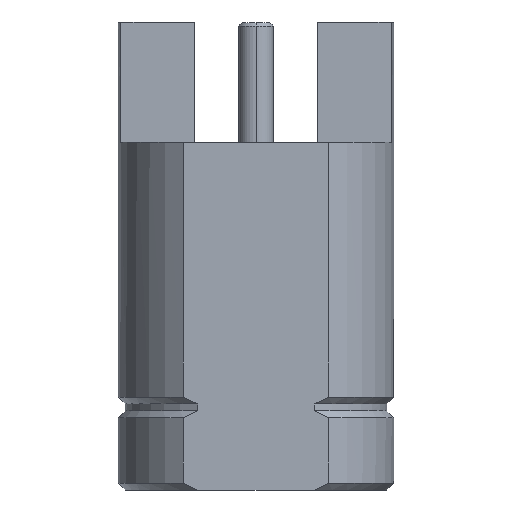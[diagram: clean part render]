
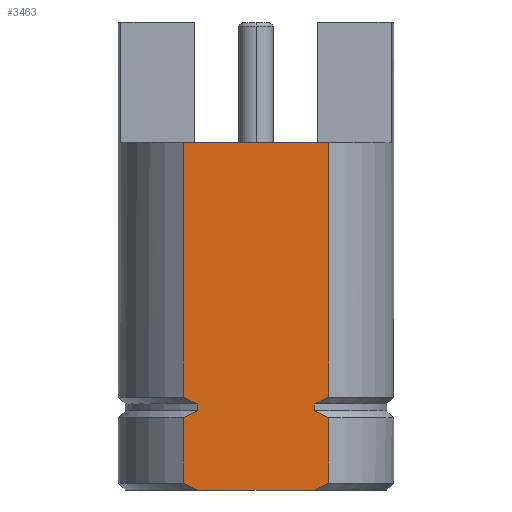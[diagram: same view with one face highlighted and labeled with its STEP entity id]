
A CAD part, left-side view. The second image highlights one B-rep face of the part: STEP entity #3463.
In plain terms, the highlighted planar face has unit normal (-1, 0, 0).
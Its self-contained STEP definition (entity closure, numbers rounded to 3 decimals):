
#197 = ORIENTED_EDGE ( 'NONE', *, *, #1689, .F. ) ;
#321 = DIRECTION ( 'NONE',  ( 0., 1., 0. ) ) ;
#355 = VECTOR ( 'NONE', #321, 1000. ) ;
#372 = CARTESIAN_POINT ( 'NONE',  ( -1.7, -0.849, -3.9 ) ) ;
#408 = EDGE_CURVE ( 'NONE', #479, #4398, #1466, .T. ) ;
#415 = EDGE_CURVE ( 'NONE', #2739, #676, #1161, .T. ) ;
#426 = CARTESIAN_POINT ( 'NONE',  ( -1.7, 0.849, -5.05 ) ) ;
#479 = VERTEX_POINT ( 'NONE', #1167 ) ;
#538 = CARTESIAN_POINT ( 'NONE',  ( -1.7, -0.986, -3.964 ) ) ;
#580 = DIRECTION ( 'NONE',  ( 0., 0., 1. ) ) ;
#647 = LINE ( 'NONE', #4437, #3846 ) ;
#676 = VERTEX_POINT ( 'NONE', #3869 ) ;
#747 = B_SPLINE_CURVE_WITH_KNOTS ( 'NONE', 3,
 ( #1826, #4765, #2244, #5188 ),
 .UNSPECIFIED., .F., .F.,
 ( 4, 4 ),
 ( 0.004, 0.004 ),
 .UNSPECIFIED. ) ;
#759 = CARTESIAN_POINT ( 'NONE',  ( -1.7, 0.849, -3.9 ) ) ;
#798 = EDGE_CURVE ( 'NONE', #2258, #4410, #1784, .T. ) ;
#830 = EDGE_CURVE ( 'NONE', #2573, #4017, #4803, .T. ) ;
#844 = VECTOR ( 'NONE', #3561, 1000. ) ;
#852 = VECTOR ( 'NONE', #2211, 1000. ) ;
#879 = CARTESIAN_POINT ( 'NONE',  ( -1.7, -1.054, -5.05 ) ) ;
#893 = CARTESIAN_POINT ( 'NONE',  ( -1.7, 1.054, -3.7 ) ) ;
#1006 = CARTESIAN_POINT ( 'NONE',  ( -1.7, 1.054, -4.95 ) ) ;
#1056 = CARTESIAN_POINT ( 'NONE',  ( -1.7, -0.987, -4.985 ) ) ;
#1090 = DIRECTION ( 'NONE',  ( 0., -1., 0. ) ) ;
#1100 = B_SPLINE_CURVE_WITH_KNOTS ( 'NONE', 3,
 ( #4167, #4585, #2917, #426 ),
 .UNSPECIFIED., .F., .F.,
 ( 4, 4 ),
 ( 0.002, 0.002 ),
 .UNSPECIFIED. ) ;
#1161 = B_SPLINE_CURVE_WITH_KNOTS ( 'NONE', 3,
 ( #3587, #3571, #1056, #1419 ),
 .UNSPECIFIED., .F., .F.,
 ( 4, 4 ),
 ( 0.004, 0.004 ),
 .UNSPECIFIED. ) ;
#1167 = CARTESIAN_POINT ( 'NONE',  ( -1.7, -1.054, 0. ) ) ;
#1220 = CARTESIAN_POINT ( 'NONE',  ( -1.7, -1.054, -5.05 ) ) ;
#1293 = DIRECTION ( 'NONE',  ( 0., 0., 1. ) ) ;
#1387 = VERTEX_POINT ( 'NONE', #5261 ) ;
#1390 = VERTEX_POINT ( 'NONE', #3171 ) ;
#1419 = CARTESIAN_POINT ( 'NONE',  ( -1.7, -1.054, -4.95 ) ) ;
#1466 = LINE ( 'NONE', #4412, #355 ) ;
#1493 = CARTESIAN_POINT ( 'NONE',  ( -1.7, -0.987, -3.735 ) ) ;
#1518 = ORIENTED_EDGE ( 'NONE', *, *, #5083, .T. ) ;
#1534 = ORIENTED_EDGE ( 'NONE', *, *, #3853, .T. ) ;
#1576 = CARTESIAN_POINT ( 'NONE',  ( -1.7, 0.849, -5.05 ) ) ;
#1580 = VECTOR ( 'NONE', #2344, 1000. ) ;
#1677 = CARTESIAN_POINT ( 'NONE',  ( -1.7, -0.849, -5.05 ) ) ;
#1689 = EDGE_CURVE ( 'NONE', #1390, #4398, #2086, .T. ) ;
#1720 = ORIENTED_EDGE ( 'NONE', *, *, #5372, .T. ) ;
#1722 = CARTESIAN_POINT ( 'NONE',  ( -1.7, 0.918, -3.769 ) ) ;
#1754 = EDGE_LOOP ( 'NONE', ( #1720, #5072, #197, #1998, #4612, #3933, #2527, #2631, #1518, #4012, #3170, #3162, #1534, #3474 ) ) ;
#1784 = B_SPLINE_CURVE_WITH_KNOTS ( 'NONE', 3,
 ( #2327, #4429, #1493, #5273 ),
 .UNSPECIFIED., .F., .F.,
 ( 4, 4 ),
 ( 0.004, 0.004 ),
 .UNSPECIFIED. ) ;
#1795 = CARTESIAN_POINT ( 'NONE',  ( -1.7, -0.918, -3.931 ) ) ;
#1804 = CARTESIAN_POINT ( 'NONE',  ( -1.7, 1.054, -5.05 ) ) ;
#1826 = CARTESIAN_POINT ( 'NONE',  ( -1.7, 0.849, -3.9 ) ) ;
#1888 = EDGE_CURVE ( 'NONE', #2911, #1387, #4396, .T. ) ;
#1930 = CARTESIAN_POINT ( 'NONE',  ( -1.7, 0.849, -2.95 ) ) ;
#1998 = ORIENTED_EDGE ( 'NONE', *, *, #3148, .T. ) ;
#2011 = PLANE ( 'NONE',  #5223 ) ;
#2086 = LINE ( 'NONE', #1804, #852 ) ;
#2146 = VECTOR ( 'NONE', #580, 1000. ) ;
#2211 = DIRECTION ( 'NONE',  ( 0., 0., 1. ) ) ;
#2244 = CARTESIAN_POINT ( 'NONE',  ( -1.7, 0.987, -3.965 ) ) ;
#2258 = VERTEX_POINT ( 'NONE', #3841 ) ;
#2320 = B_SPLINE_CURVE_WITH_KNOTS ( 'NONE', 3,
 ( #893, #3385, #1722, #4659 ),
 .UNSPECIFIED., .F., .F.,
 ( 4, 4 ),
 ( 0.002, 0.002 ),
 .UNSPECIFIED. ) ;
#2327 = CARTESIAN_POINT ( 'NONE',  ( -1.7, -0.849, -3.8 ) ) ;
#2344 = DIRECTION ( 'NONE',  ( 0., 0., -1. ) ) ;
#2368 = EDGE_CURVE ( 'NONE', #4017, #1387, #747, .T. ) ;
#2450 = DIRECTION ( 'NONE',  ( 0., 0., 1. ) ) ;
#2495 = CARTESIAN_POINT ( 'NONE',  ( -1.7, -1.054, -4. ) ) ;
#2527 = ORIENTED_EDGE ( 'NONE', *, *, #1888, .F. ) ;
#2529 = VECTOR ( 'NONE', #1293, 1000. ) ;
#2573 = VERTEX_POINT ( 'NONE', #3238 ) ;
#2631 = ORIENTED_EDGE ( 'NONE', *, *, #5307, .T. ) ;
#2696 = CARTESIAN_POINT ( 'NONE',  ( -1.7, -0.849, -2.95 ) ) ;
#2704 = VERTEX_POINT ( 'NONE', #2495 ) ;
#2739 = VERTEX_POINT ( 'NONE', #1677 ) ;
#2810 = FACE_OUTER_BOUND ( 'NONE', #1754, .T. ) ;
#2847 = CARTESIAN_POINT ( 'NONE',  ( -1.7, 1.054, -5.05 ) ) ;
#2911 = VERTEX_POINT ( 'NONE', #1006 ) ;
#2917 = CARTESIAN_POINT ( 'NONE',  ( -1.7, 0.918, -5.019 ) ) ;
#3069 = LINE ( 'NONE', #2696, #844 ) ;
#3084 = CARTESIAN_POINT ( 'NONE',  ( -1.7, 1.054, 0. ) ) ;
#3148 = EDGE_CURVE ( 'NONE', #1390, #2573, #2320, .T. ) ;
#3162 = ORIENTED_EDGE ( 'NONE', *, *, #4900, .T. ) ;
#3170 = ORIENTED_EDGE ( 'NONE', *, *, #4101, .T. ) ;
#3171 = CARTESIAN_POINT ( 'NONE',  ( -1.7, 1.054, -3.7 ) ) ;
#3238 = CARTESIAN_POINT ( 'NONE',  ( -1.7, 0.849, -3.8 ) ) ;
#3306 = LINE ( 'NONE', #879, #2529 ) ;
#3385 = CARTESIAN_POINT ( 'NONE',  ( -1.7, 0.986, -3.736 ) ) ;
#3451 = CARTESIAN_POINT ( 'NONE',  ( -1.7, -1.054, -4. ) ) ;
#3463 = ADVANCED_FACE ( 'NONE', ( #2810 ), #2011, .T. ) ;
#3474 = ORIENTED_EDGE ( 'NONE', *, *, #798, .T. ) ;
#3497 = CARTESIAN_POINT ( 'NONE',  ( -1.7, 1.054, -5.05 ) ) ;
#3561 = DIRECTION ( 'NONE',  ( 0., 0., 1. ) ) ;
#3571 = CARTESIAN_POINT ( 'NONE',  ( -1.7, -0.918, -5.019 ) ) ;
#3587 = CARTESIAN_POINT ( 'NONE',  ( -1.7, -0.849, -5.05 ) ) ;
#3716 = B_SPLINE_CURVE_WITH_KNOTS ( 'NONE', 3,
 ( #3451, #538, #1795, #4728 ),
 .UNSPECIFIED., .F., .F.,
 ( 4, 4 ),
 ( 0.002, 0.002 ),
 .UNSPECIFIED. ) ;
#3841 = CARTESIAN_POINT ( 'NONE',  ( -1.7, -0.849, -3.8 ) ) ;
#3846 = VECTOR ( 'NONE', #1090, 1000. ) ;
#3853 = EDGE_CURVE ( 'NONE', #4676, #2258, #3069, .T. ) ;
#3869 = CARTESIAN_POINT ( 'NONE',  ( -1.7, -1.054, -4.95 ) ) ;
#3933 = ORIENTED_EDGE ( 'NONE', *, *, #2368, .T. ) ;
#4012 = ORIENTED_EDGE ( 'NONE', *, *, #415, .T. ) ;
#4017 = VERTEX_POINT ( 'NONE', #759 ) ;
#4101 = EDGE_CURVE ( 'NONE', #676, #2704, #4115, .T. ) ;
#4115 = LINE ( 'NONE', #1220, #5237 ) ;
#4167 = CARTESIAN_POINT ( 'NONE',  ( -1.7, 1.054, -4.95 ) ) ;
#4396 = LINE ( 'NONE', #3497, #2146 ) ;
#4398 = VERTEX_POINT ( 'NONE', #3084 ) ;
#4410 = VERTEX_POINT ( 'NONE', #5177 ) ;
#4412 = CARTESIAN_POINT ( 'NONE',  ( -1.7, 1.054, 0. ) ) ;
#4429 = CARTESIAN_POINT ( 'NONE',  ( -1.7, -0.918, -3.769 ) ) ;
#4437 = CARTESIAN_POINT ( 'NONE',  ( -1.7, 1.054, -5.05 ) ) ;
#4585 = CARTESIAN_POINT ( 'NONE',  ( -1.7, 0.986, -4.986 ) ) ;
#4601 = VERTEX_POINT ( 'NONE', #1576 ) ;
#4612 = ORIENTED_EDGE ( 'NONE', *, *, #830, .T. ) ;
#4659 = CARTESIAN_POINT ( 'NONE',  ( -1.7, 0.849, -3.8 ) ) ;
#4676 = VERTEX_POINT ( 'NONE', #372 ) ;
#4728 = CARTESIAN_POINT ( 'NONE',  ( -1.7, -0.849, -3.9 ) ) ;
#4765 = CARTESIAN_POINT ( 'NONE',  ( -1.7, 0.918, -3.931 ) ) ;
#4803 = LINE ( 'NONE', #1930, #1580 ) ;
#4900 = EDGE_CURVE ( 'NONE', #2704, #4676, #3716, .T. ) ;
#4958 = DIRECTION ( 'NONE',  ( -1., 0., 0. ) ) ;
#5005 = DIRECTION ( 'NONE',  ( 0., 0., 1. ) ) ;
#5072 = ORIENTED_EDGE ( 'NONE', *, *, #408, .T. ) ;
#5083 = EDGE_CURVE ( 'NONE', #4601, #2739, #647, .T. ) ;
#5177 = CARTESIAN_POINT ( 'NONE',  ( -1.7, -1.054, -3.7 ) ) ;
#5188 = CARTESIAN_POINT ( 'NONE',  ( -1.7, 1.054, -4. ) ) ;
#5223 = AXIS2_PLACEMENT_3D ( 'NONE', #2847, #4958, #2450 ) ;
#5237 = VECTOR ( 'NONE', #5005, 1000. ) ;
#5261 = CARTESIAN_POINT ( 'NONE',  ( -1.7, 1.054, -4. ) ) ;
#5273 = CARTESIAN_POINT ( 'NONE',  ( -1.7, -1.054, -3.7 ) ) ;
#5307 = EDGE_CURVE ( 'NONE', #2911, #4601, #1100, .T. ) ;
#5372 = EDGE_CURVE ( 'NONE', #4410, #479, #3306, .T. ) ;
